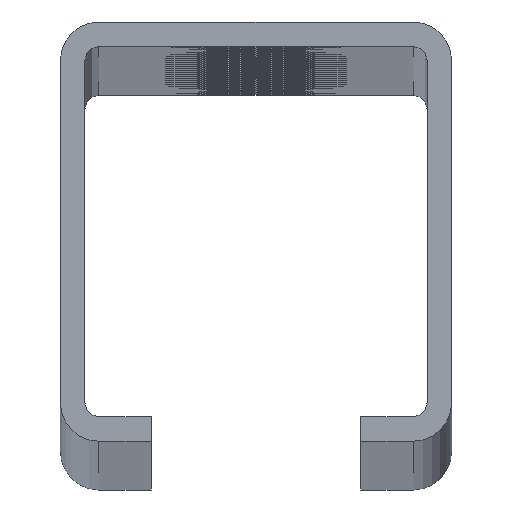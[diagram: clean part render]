
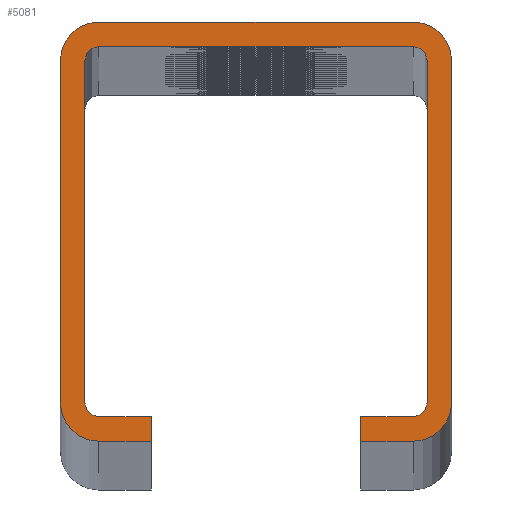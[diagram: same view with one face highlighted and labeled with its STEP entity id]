
A CAD part, top view. The second image highlights one B-rep face of the part: STEP entity #5081.
In plain terms, the highlighted planar face has unit normal (0, 0, 1).
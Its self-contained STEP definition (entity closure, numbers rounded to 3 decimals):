
#3973=CARTESIAN_POINT('',(11.25,-13.25,2000.0));
#3974=VERTEX_POINT('',#3973);
#3975=CARTESIAN_POINT('',(12.25,-12.25,2000.0));
#3976=VERTEX_POINT('',#3975);
#3977=CARTESIAN_POINT('',(11.25,-12.25,2000.0));
#3978=DIRECTION('',(0.0,0.0,1.0));
#3979=DIRECTION('',(0.0,-1.0,0.0));
#3980=AXIS2_PLACEMENT_3D('',#3977,#3978,#3979);
#3981=CIRCLE('',#3980,1.0);
#3982=EDGE_CURVE('',#3974,#3976,#3981,.T.);
#4015=CARTESIAN_POINT('',(12.25,12.25,2000.0));
#4016=VERTEX_POINT('',#4015);
#4017=CARTESIAN_POINT('',(12.25,-12.25,2000.0));
#4018=DIRECTION('',(0.0,1.0,0.0));
#4019=VECTOR('',#4018,24.5);
#4020=LINE('',#4017,#4019);
#4021=EDGE_CURVE('',#3976,#4016,#4020,.T.);
#4046=CARTESIAN_POINT('',(11.25,13.25,2000.0));
#4047=VERTEX_POINT('',#4046);
#4048=CARTESIAN_POINT('',(11.25,12.25,2000.0));
#4049=DIRECTION('',(0.0,0.0,1.0));
#4050=DIRECTION('',(1.0,0.0,0.0));
#4051=AXIS2_PLACEMENT_3D('',#4048,#4049,#4050);
#4052=CIRCLE('',#4051,1.0);
#4053=EDGE_CURVE('',#4016,#4047,#4052,.T.);
#4079=CARTESIAN_POINT('',(-11.25,13.25,2000.0));
#4080=VERTEX_POINT('',#4079);
#4081=CARTESIAN_POINT('',(11.25,13.25,2000.0));
#4082=DIRECTION('',(-1.0,0.0,0.0));
#4083=VECTOR('',#4082,22.5);
#4084=LINE('',#4081,#4083);
#4085=EDGE_CURVE('',#4047,#4080,#4084,.T.);
#4335=CARTESIAN_POINT('',(-12.25,12.25,2000.0));
#4336=VERTEX_POINT('',#4335);
#4337=CARTESIAN_POINT('',(-11.25,12.25,2000.0));
#4338=DIRECTION('',(0.0,0.0,1.0));
#4339=DIRECTION('',(0.0,1.0,0.0));
#4340=AXIS2_PLACEMENT_3D('',#4337,#4338,#4339);
#4341=CIRCLE('',#4340,1.0);
#4342=EDGE_CURVE('',#4080,#4336,#4341,.T.);
#4368=CARTESIAN_POINT('',(-12.25,-12.25,2000.0));
#4369=VERTEX_POINT('',#4368);
#4370=CARTESIAN_POINT('',(-12.25,12.25,2000.0));
#4371=DIRECTION('',(0.0,-1.0,0.0));
#4372=VECTOR('',#4371,24.5);
#4373=LINE('',#4370,#4372);
#4374=EDGE_CURVE('',#4336,#4369,#4373,.T.);
#4399=CARTESIAN_POINT('',(-11.25,-13.25,2000.0));
#4400=VERTEX_POINT('',#4399);
#4401=CARTESIAN_POINT('',(-11.25,-12.25,2000.0));
#4402=DIRECTION('',(0.0,0.0,1.0));
#4403=DIRECTION('',(-1.0,0.0,0.0));
#4404=AXIS2_PLACEMENT_3D('',#4401,#4402,#4403);
#4405=CIRCLE('',#4404,1.0);
#4406=EDGE_CURVE('',#4369,#4400,#4405,.T.);
#4432=CARTESIAN_POINT('',(-7.5,-13.25,2000.0));
#4433=VERTEX_POINT('',#4432);
#4434=CARTESIAN_POINT('',(-11.25,-13.25,2000.0));
#4435=DIRECTION('',(1.0,0.0,0.0));
#4436=VECTOR('',#4435,3.75);
#4437=LINE('',#4434,#4436);
#4438=EDGE_CURVE('',#4400,#4433,#4437,.T.);
#4463=CARTESIAN_POINT('',(-7.5,-15.0,2000.0));
#4464=VERTEX_POINT('',#4463);
#4465=CARTESIAN_POINT('',(-7.5,-13.25,2000.0));
#4466=DIRECTION('',(0.0,-1.0,0.0));
#4467=VECTOR('',#4466,1.75);
#4468=LINE('',#4465,#4467);
#4469=EDGE_CURVE('',#4433,#4464,#4468,.T.);
#4494=CARTESIAN_POINT('',(-11.25,-15.,2000.0));
#4495=VERTEX_POINT('',#4494);
#4496=CARTESIAN_POINT('',(-7.5,-15.0,2000.0));
#4497=DIRECTION('',(-1.0,0.0,0.0));
#4498=VECTOR('',#4497,3.75);
#4499=LINE('',#4496,#4498);
#4500=EDGE_CURVE('',#4464,#4495,#4499,.T.);
#4525=CARTESIAN_POINT('',(-14.0,-12.25,2000.0));
#4526=VERTEX_POINT('',#4525);
#4527=CARTESIAN_POINT('',(-11.25,-12.25,2000.0));
#4528=DIRECTION('',(0.0,0.0,-1.0));
#4529=DIRECTION('',(1.0,0.0,0.0));
#4530=AXIS2_PLACEMENT_3D('',#4527,#4528,#4529);
#4531=CIRCLE('',#4530,2.75);
#4532=EDGE_CURVE('',#4495,#4526,#4531,.T.);
#4558=CARTESIAN_POINT('',(-14.0,12.25,2000.0));
#4559=VERTEX_POINT('',#4558);
#4560=CARTESIAN_POINT('',(-14.0,-12.25,2000.0));
#4561=DIRECTION('',(0.0,1.0,0.0));
#4562=VECTOR('',#4561,24.5);
#4563=LINE('',#4560,#4562);
#4564=EDGE_CURVE('',#4526,#4559,#4563,.T.);
#4589=CARTESIAN_POINT('',(-11.25,15.,2000.0));
#4590=VERTEX_POINT('',#4589);
#4591=CARTESIAN_POINT('',(-11.25,12.25,2000.0));
#4592=DIRECTION('',(0.0,0.0,-1.0));
#4593=DIRECTION('',(0.0,-1.0,0.0));
#4594=AXIS2_PLACEMENT_3D('',#4591,#4592,#4593);
#4595=CIRCLE('',#4594,2.75);
#4596=EDGE_CURVE('',#4559,#4590,#4595,.T.);
#4622=CARTESIAN_POINT('',(11.25,15.,2000.0));
#4623=VERTEX_POINT('',#4622);
#4624=CARTESIAN_POINT('',(-11.25,15.,2000.0));
#4625=DIRECTION('',(1.0,0.0,0.0));
#4626=VECTOR('',#4625,22.5);
#4627=LINE('',#4624,#4626);
#4628=EDGE_CURVE('',#4590,#4623,#4627,.T.);
#4878=CARTESIAN_POINT('',(14.0,12.25,2000.0));
#4879=VERTEX_POINT('',#4878);
#4880=CARTESIAN_POINT('',(11.25,12.25,2000.0));
#4881=DIRECTION('',(0.0,0.0,-1.0));
#4882=DIRECTION('',(-1.0,0.0,0.0));
#4883=AXIS2_PLACEMENT_3D('',#4880,#4881,#4882);
#4884=CIRCLE('',#4883,2.75);
#4885=EDGE_CURVE('',#4623,#4879,#4884,.T.);
#4911=CARTESIAN_POINT('',(14.0,-12.25,2000.0));
#4912=VERTEX_POINT('',#4911);
#4913=CARTESIAN_POINT('',(14.0,12.25,2000.0));
#4914=DIRECTION('',(0.0,-1.0,0.0));
#4915=VECTOR('',#4914,24.5);
#4916=LINE('',#4913,#4915);
#4917=EDGE_CURVE('',#4879,#4912,#4916,.T.);
#4942=CARTESIAN_POINT('',(11.25,-15.,2000.0));
#4943=VERTEX_POINT('',#4942);
#4944=CARTESIAN_POINT('',(11.25,-12.25,2000.0));
#4945=DIRECTION('',(0.0,0.0,-1.0));
#4946=DIRECTION('',(0.0,1.0,0.0));
#4947=AXIS2_PLACEMENT_3D('',#4944,#4945,#4946);
#4948=CIRCLE('',#4947,2.75);
#4949=EDGE_CURVE('',#4912,#4943,#4948,.T.);
#4975=CARTESIAN_POINT('',(7.5,-15.,2000.0));
#4976=VERTEX_POINT('',#4975);
#4977=CARTESIAN_POINT('',(11.25,-15.,2000.0));
#4978=DIRECTION('',(-1.0,0.0,0.0));
#4979=VECTOR('',#4978,3.75);
#4980=LINE('',#4977,#4979);
#4981=EDGE_CURVE('',#4943,#4976,#4980,.T.);
#5006=CARTESIAN_POINT('',(7.5,-13.25,2000.0));
#5007=VERTEX_POINT('',#5006);
#5008=CARTESIAN_POINT('',(7.5,-15.,2000.0));
#5009=DIRECTION('',(0.0,1.0,0.0));
#5010=VECTOR('',#5009,1.75);
#5011=LINE('',#5008,#5010);
#5012=EDGE_CURVE('',#4976,#5007,#5011,.T.);
#5037=CARTESIAN_POINT('',(7.5,-13.25,2000.0));
#5038=DIRECTION('',(1.0,0.0,0.0));
#5039=VECTOR('',#5038,3.75);
#5040=LINE('',#5037,#5039);
#5041=EDGE_CURVE('',#5007,#3974,#5040,.T.);
#5054=CARTESIAN_POINT('',(0.0,0.0,2000.0));
#5055=DIRECTION('',(0.0,0.0,1.0));
#5056=DIRECTION('',(1.0,0.0,0.0));
#5057=AXIS2_PLACEMENT_3D('',#5054,#5055,#5056);
#5058=PLANE('',#5057);
#5059=ORIENTED_EDGE('',*,*,#4532,.F.);
#5060=ORIENTED_EDGE('',*,*,#4500,.F.);
#5061=ORIENTED_EDGE('',*,*,#4469,.F.);
#5062=ORIENTED_EDGE('',*,*,#4438,.F.);
#5063=ORIENTED_EDGE('',*,*,#4406,.F.);
#5064=ORIENTED_EDGE('',*,*,#4374,.F.);
#5065=ORIENTED_EDGE('',*,*,#4342,.F.);
#5066=ORIENTED_EDGE('',*,*,#4085,.F.);
#5067=ORIENTED_EDGE('',*,*,#4053,.F.);
#5068=ORIENTED_EDGE('',*,*,#4021,.F.);
#5069=ORIENTED_EDGE('',*,*,#3982,.F.);
#5070=ORIENTED_EDGE('',*,*,#5041,.F.);
#5071=ORIENTED_EDGE('',*,*,#5012,.F.);
#5072=ORIENTED_EDGE('',*,*,#4981,.F.);
#5073=ORIENTED_EDGE('',*,*,#4949,.F.);
#5074=ORIENTED_EDGE('',*,*,#4917,.F.);
#5075=ORIENTED_EDGE('',*,*,#4885,.F.);
#5076=ORIENTED_EDGE('',*,*,#4628,.F.);
#5077=ORIENTED_EDGE('',*,*,#4596,.F.);
#5078=ORIENTED_EDGE('',*,*,#4564,.F.);
#5079=EDGE_LOOP('',(#5059,#5060,#5061,#5062,#5063,#5064,#5065,#5066,#5067,#5068,#5069,#5070,#5071,#5072,#5073,#5074,#5075,#5076,#5077,#5078));
#5080=FACE_OUTER_BOUND('',#5079,.T.);
#5081=ADVANCED_FACE('',(#5080),#5058,.T.);
